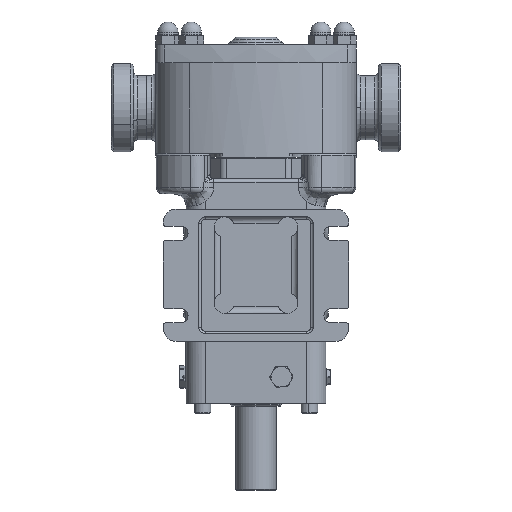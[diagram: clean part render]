
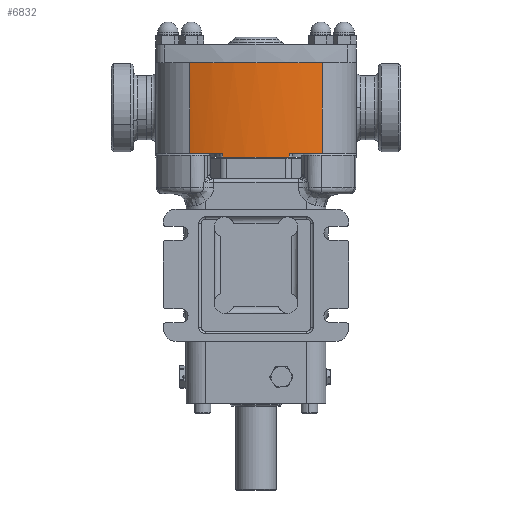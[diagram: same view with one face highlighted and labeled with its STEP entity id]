
A CAD part, front view. The second image highlights one B-rep face of the part: STEP entity #6832.
In plain terms, the highlighted cylindrical face has radius 160 mm (diameter 320 mm), a partial arc.
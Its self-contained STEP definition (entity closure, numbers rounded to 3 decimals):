
#7 = VERTEX_POINT ( 'NONE', #2258 ) ;
#442 = VECTOR ( 'NONE', #16531, 1000. ) ;
#514 = CARTESIAN_POINT ( 'NONE',  ( -26.143, -107.85, -39. ) ) ;
#747 = VERTEX_POINT ( 'NONE', #10840 ) ;
#762 = DIRECTION ( 'NONE',  ( 0., 0., 1. ) ) ;
#1263 = VECTOR ( 'NONE', #25322, 1000. ) ;
#1602 = CIRCLE ( 'NONE', #22455, 160. ) ;
#1796 = VERTEX_POINT ( 'NONE', #16434 ) ;
#2063 = CARTESIAN_POINT ( 'NONE',  ( 0., 50., 35.5 ) ) ;
#2258 = CARTESIAN_POINT ( 'NONE',  ( 52., -101.314, 35.5 ) ) ;
#4365 = LINE ( 'NONE', #18165, #1263 ) ;
#4457 = EDGE_CURVE ( 'NONE', #13822, #15475, #27398, .T. ) ;
#4491 = DIRECTION ( 'NONE',  ( 0., 0., 1. ) ) ;
#4981 = DIRECTION ( 'NONE',  ( 0., 0., -1. ) ) ;
#4986 = EDGE_CURVE ( 'NONE', #8983, #9244, #1602, .T. ) ;
#5025 = CARTESIAN_POINT ( 'NONE',  ( 0., 50., 35.5 ) ) ;
#5074 = CARTESIAN_POINT ( 'NONE',  ( 0., 50., -99.929 ) ) ;
#5264 = CARTESIAN_POINT ( 'NONE',  ( 0., 50., -36. ) ) ;
#5423 = CARTESIAN_POINT ( 'NONE',  ( 52., -101.314, -99.929 ) ) ;
#5451 = AXIS2_PLACEMENT_3D ( 'NONE', #5025, #762, #5920 ) ;
#5747 = CIRCLE ( 'NONE', #13013, 160. ) ;
#5920 = DIRECTION ( 'NONE',  ( -1., 0., 0. ) ) ;
#6133 = CARTESIAN_POINT ( 'NONE',  ( -52., -101.314, -36. ) ) ;
#6135 = DIRECTION ( 'NONE',  ( 0., 0., -1. ) ) ;
#6386 = CIRCLE ( 'NONE', #27033, 160. ) ;
#6832 = ADVANCED_FACE ( 'NONE', ( #28190 ), #7377, .T. ) ;
#7360 = CARTESIAN_POINT ( 'NONE',  ( -48.406, -102.502, -36. ) ) ;
#7377 = CYLINDRICAL_SURFACE ( 'NONE', #20811, 160. ) ;
#7635 = EDGE_CURVE ( 'NONE', #1796, #23728, #4365, .T. ) ;
#7849 = LINE ( 'NONE', #14680, #15569 ) ;
#8477 = CARTESIAN_POINT ( 'NONE',  ( 0., 50., -36. ) ) ;
#8698 = DIRECTION ( 'NONE',  ( -1., 0., 0. ) ) ;
#8799 = CARTESIAN_POINT ( 'NONE',  ( 48.406, -102.502, -36. ) ) ;
#8842 = EDGE_LOOP ( 'NONE', ( #10141, #11908, #19538, #26103, #16217, #15214, #20256, #25457, #11850, #20851, #25998 ) ) ;
#8983 = VERTEX_POINT ( 'NONE', #6133 ) ;
#9108 = AXIS2_PLACEMENT_3D ( 'NONE', #2063, #4491, #22553 ) ;
#9244 = VERTEX_POINT ( 'NONE', #7360 ) ;
#10141 = ORIENTED_EDGE ( 'NONE', *, *, #12793, .F. ) ;
#10280 = DIRECTION ( 'NONE',  ( 0., 0., 1. ) ) ;
#10840 = CARTESIAN_POINT ( 'NONE',  ( -52., -101.314, 35.5 ) ) ;
#10845 = CARTESIAN_POINT ( 'NONE',  ( -26.143, -107.85, -36. ) ) ;
#11850 = ORIENTED_EDGE ( 'NONE', *, *, #4986, .T. ) ;
#11908 = ORIENTED_EDGE ( 'NONE', *, *, #7635, .T. ) ;
#12793 = EDGE_CURVE ( 'NONE', #1796, #15475, #26880, .T. ) ;
#13013 = AXIS2_PLACEMENT_3D ( 'NONE', #21149, #18275, #27561 ) ;
#13822 = VERTEX_POINT ( 'NONE', #10845 ) ;
#14245 = DIRECTION ( 'NONE',  ( -1., 0., 0. ) ) ;
#14337 = DIRECTION ( 'NONE',  ( 0., 0., 1. ) ) ;
#14680 = CARTESIAN_POINT ( 'NONE',  ( -52., -101.314, -99.929 ) ) ;
#14925 = CIRCLE ( 'NONE', #9108, 160. ) ;
#15214 = ORIENTED_EDGE ( 'NONE', *, *, #21509, .F. ) ;
#15367 = CARTESIAN_POINT ( 'NONE',  ( 0., 50., -36. ) ) ;
#15450 = DIRECTION ( 'NONE',  ( 0., 0., 1. ) ) ;
#15475 = VERTEX_POINT ( 'NONE', #514 ) ;
#15569 = VECTOR ( 'NONE', #10280, 1000. ) ;
#16217 = ORIENTED_EDGE ( 'NONE', *, *, #24458, .T. ) ;
#16434 = CARTESIAN_POINT ( 'NONE',  ( 26.143, -107.85, -39. ) ) ;
#16531 = DIRECTION ( 'NONE',  ( 0., 0., 1. ) ) ;
#17677 = CARTESIAN_POINT ( 'NONE',  ( 0., 50., -39. ) ) ;
#18160 = VERTEX_POINT ( 'NONE', #24410 ) ;
#18165 = CARTESIAN_POINT ( 'NONE',  ( 26.143, -107.85, -99.929 ) ) ;
#18275 = DIRECTION ( 'NONE',  ( 0., 0., 1. ) ) ;
#18499 = EDGE_CURVE ( 'NONE', #18160, #28654, #19316, .T. ) ;
#18732 = DIRECTION ( 'NONE',  ( 1., 0., 0. ) ) ;
#18937 = EDGE_CURVE ( 'NONE', #28654, #23728, #6386, .T. ) ;
#18958 = LINE ( 'NONE', #5423, #442 ) ;
#19316 = CIRCLE ( 'NONE', #21534, 160. ) ;
#19451 = VERTEX_POINT ( 'NONE', #22784 ) ;
#19481 = CARTESIAN_POINT ( 'NONE',  ( 26.143, -107.85, -36. ) ) ;
#19538 = ORIENTED_EDGE ( 'NONE', *, *, #18937, .F. ) ;
#20036 = AXIS2_PLACEMENT_3D ( 'NONE', #17677, #6135, #18732 ) ;
#20256 = ORIENTED_EDGE ( 'NONE', *, *, #29211, .F. ) ;
#20811 = AXIS2_PLACEMENT_3D ( 'NONE', #5074, #14337, #21342 ) ;
#20851 = ORIENTED_EDGE ( 'NONE', *, *, #22394, .T. ) ;
#21149 = CARTESIAN_POINT ( 'NONE',  ( 0., 50., -36. ) ) ;
#21342 = DIRECTION ( 'NONE',  ( -1., 0., 0. ) ) ;
#21509 = EDGE_CURVE ( 'NONE', #19451, #7, #14925, .T. ) ;
#21534 = AXIS2_PLACEMENT_3D ( 'NONE', #5264, #4981, #14245 ) ;
#22394 = EDGE_CURVE ( 'NONE', #9244, #13822, #5747, .T. ) ;
#22455 = AXIS2_PLACEMENT_3D ( 'NONE', #8477, #15450, #29286 ) ;
#22553 = DIRECTION ( 'NONE',  ( -1., 0., 0. ) ) ;
#22784 = CARTESIAN_POINT ( 'NONE',  ( 0., -110., 35.5 ) ) ;
#23116 = CARTESIAN_POINT ( 'NONE',  ( -26.143, -107.85, -99.929 ) ) ;
#23728 = VERTEX_POINT ( 'NONE', #19481 ) ;
#23896 = CIRCLE ( 'NONE', #5451, 160. ) ;
#24410 = CARTESIAN_POINT ( 'NONE',  ( 52., -101.314, -36. ) ) ;
#24458 = EDGE_CURVE ( 'NONE', #18160, #7, #18958, .T. ) ;
#25322 = DIRECTION ( 'NONE',  ( 0., 0., 1. ) ) ;
#25457 = ORIENTED_EDGE ( 'NONE', *, *, #26273, .F. ) ;
#25998 = ORIENTED_EDGE ( 'NONE', *, *, #4457, .T. ) ;
#26103 = ORIENTED_EDGE ( 'NONE', *, *, #18499, .F. ) ;
#26273 = EDGE_CURVE ( 'NONE', #8983, #747, #7849, .T. ) ;
#26318 = VECTOR ( 'NONE', #27703, 1000. ) ;
#26880 = CIRCLE ( 'NONE', #20036, 160. ) ;
#27033 = AXIS2_PLACEMENT_3D ( 'NONE', #15367, #29502, #8698 ) ;
#27398 = LINE ( 'NONE', #23116, #26318 ) ;
#27561 = DIRECTION ( 'NONE',  ( 1., 0., 0. ) ) ;
#27703 = DIRECTION ( 'NONE',  ( 0., 0., -1. ) ) ;
#28190 = FACE_OUTER_BOUND ( 'NONE', #8842, .T. ) ;
#28654 = VERTEX_POINT ( 'NONE', #8799 ) ;
#29211 = EDGE_CURVE ( 'NONE', #747, #19451, #23896, .T. ) ;
#29286 = DIRECTION ( 'NONE',  ( 1., 0., 0. ) ) ;
#29502 = DIRECTION ( 'NONE',  ( 0., 0., -1. ) ) ;
